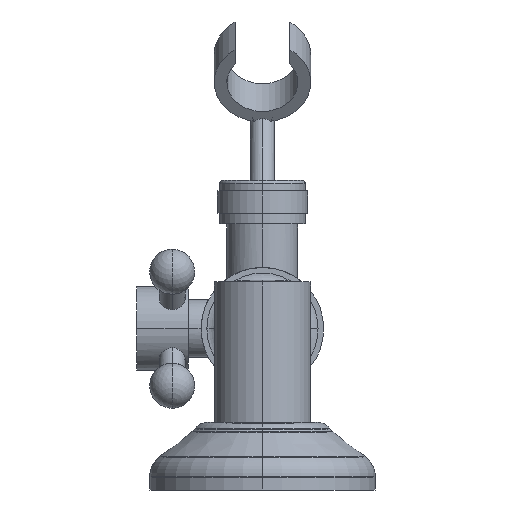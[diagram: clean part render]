
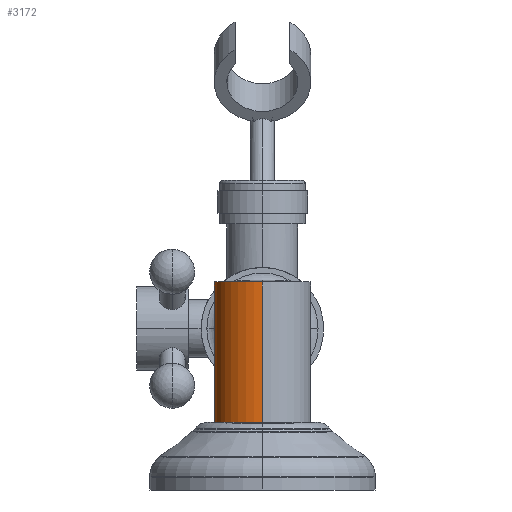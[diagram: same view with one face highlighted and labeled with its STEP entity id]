
A CAD part, front view. The second image highlights one B-rep face of the part: STEP entity #3172.
In plain terms, the highlighted cylindrical face has radius 15 mm (diameter 30 mm), a partial arc.
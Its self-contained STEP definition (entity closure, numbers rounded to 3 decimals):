
#107=CARTESIAN_POINT('',(0.,-287.5,9.1));
#108=CARTESIAN_POINT('',(-0.347,-287.5,9.1));
#109=CARTESIAN_POINT('',(-1.043,-287.524,9.06));
#110=CARTESIAN_POINT('',(-2.082,-287.633,8.88));
#111=CARTESIAN_POINT('',(-3.114,-287.814,8.574));
#112=CARTESIAN_POINT('',(-4.13,-288.067,8.135));
#113=CARTESIAN_POINT('',(-5.114,-288.386,7.557));
#114=CARTESIAN_POINT('',(-6.045,-288.76,6.837));
#115=CARTESIAN_POINT('',(-6.889,-289.166,5.986));
#116=CARTESIAN_POINT('',(-7.61,-289.567,5.036));
#117=CARTESIAN_POINT('',(-8.186,-289.926,4.028));
#118=CARTESIAN_POINT('',(-8.612,-290.216,3.005));
#119=CARTESIAN_POINT('',(-8.9,-290.424,1.99));
#120=CARTESIAN_POINT('',(-9.064,-290.548,
0.991));
#121=CARTESIAN_POINT('',(-9.118,-290.589,
-0.001));
#122=CARTESIAN_POINT('',(-9.064,-290.548,
-0.99));
#123=CARTESIAN_POINT('',(-8.9,-290.424,
-1.99));
#124=CARTESIAN_POINT('',(-8.612,-290.216,
-3.005));
#125=CARTESIAN_POINT('',(-8.186,-289.926,
-4.028));
#126=CARTESIAN_POINT('',(-7.611,-289.567,
-5.035));
#127=CARTESIAN_POINT('',(-6.888,-289.165,
-5.987));
#128=CARTESIAN_POINT('',(-6.043,-288.76,
-6.838));
#129=CARTESIAN_POINT('',(-5.113,-288.386,
-7.558));
#130=CARTESIAN_POINT('',(-4.128,-288.067,
-8.136));
#131=CARTESIAN_POINT('',(-3.113,-287.814,
-8.574));
#132=CARTESIAN_POINT('',(-2.081,-287.633,
-8.88));
#133=CARTESIAN_POINT('',(-1.042,-287.524,
-9.06));
#134=CARTESIAN_POINT('',(-0.347,-287.5,-9.1));
#135=CARTESIAN_POINT('',(0.,-287.5,-9.1));
#137=CARTESIAN_POINT('',(0.,-302.5,-29.));
#138=DIRECTION('',(0.,0.,-1.));
#139=DIRECTION('',(0.,-1.,0.));
#140=AXIS2_PLACEMENT_3D('',#137,#138,#139);
#172=DIRECTION('',(0.,0.,1.));
#173=VECTOR('',#172,19.9);
#174=CARTESIAN_POINT('',(0.,-287.5,-29.));
#175=LINE('',#174,#173);
#181=DIRECTION('',(0.,0.,1.));
#182=VECTOR('',#181,43.5);
#183=CARTESIAN_POINT('',(0.,-317.5,-29.));
#184=LINE('',#183,#182);
#185=DIRECTION('',(0.,0.,1.));
#186=VECTOR('',#185,5.4);
#187=CARTESIAN_POINT('',(0.,-287.5,9.1));
#188=LINE('',#187,#186);
#2637=CARTESIAN_POINT('',(0.,-302.5,14.5));
#2638=DIRECTION('',(0.,0.,-1.));
#2639=DIRECTION('',(0.,-1.,0.));
#2640=AXIS2_PLACEMENT_3D('',#2637,#2638,#2639);
#2788=CARTESIAN_POINT('',(0.,-317.5,-29.));
#2789=CARTESIAN_POINT('',(0.,-317.5,14.5));
#2790=VERTEX_POINT('',#2788);
#2791=VERTEX_POINT('',#2789);
#2808=CARTESIAN_POINT('',(0.,-287.5,-29.));
#2809=VERTEX_POINT('',#2808);
#2864=CARTESIAN_POINT('',(0.,-287.5,14.5));
#2865=VERTEX_POINT('',#2864);
#2866=VERTEX_POINT('',#107);
#2867=VERTEX_POINT('',#135);
#3154=CARTESIAN_POINT('',(0.,-302.5,18.256));
#3155=DIRECTION('',(0.,0.,-1.));
#3156=DIRECTION('',(0.,1.,0.));
#3157=AXIS2_PLACEMENT_3D('',#3154,#3155,#3156);
#3158=CYLINDRICAL_SURFACE('',#3157,15.);
#3159=ORIENTED_EDGE('',*,*,#3137,.F.);
#3161=ORIENTED_EDGE('',*,*,#3160,.T.);
#3163=ORIENTED_EDGE('',*,*,#3162,.F.);
#3165=ORIENTED_EDGE('',*,*,#3164,.F.);
#3167=ORIENTED_EDGE('',*,*,#3166,.T.);
#3169=ORIENTED_EDGE('',*,*,#3168,.T.);
#3170=EDGE_LOOP('',(#3159,#3161,#3163,#3165,#3167,#3169));
#3171=FACE_OUTER_BOUND('',#3170,.F.);
#3172=ADVANCED_FACE('',(#3171),#3158,.T.);
#136=B_SPLINE_CURVE_WITH_KNOTS('',3,(#107,#108,#109,#110,#111,#112,#113,#114,
#115,#116,#117,#118,#119,#120,#121,#122,#123,#124,#125,#126,#127,#128,#129,#130,
#131,#132,#133,#134,#135),.UNSPECIFIED.,.F.,.F.,(4,1,1,1,1,1,1,1,1,1,1,1,1,1,1,
1,1,1,1,1,1,1,1,1,1,1,4),(0.,0.038,0.077,
0.115,0.154,0.192,0.231,
0.269,0.308,0.346,0.385,
0.423,0.462,0.5,0.538,0.577,
0.615,0.654,0.692,0.731,
0.769,0.808,0.846,0.885,
0.923,0.962,1.),.UNSPECIFIED.);
#141=CIRCLE('',#140,15.);
#2641=CIRCLE('',#2640,15.);
#3137=EDGE_CURVE('',#2866,#2867,#136,.T.);
#3160=EDGE_CURVE('',#2866,#2865,#188,.T.);
#3162=EDGE_CURVE('',#2791,#2865,#2641,.T.);
#3164=EDGE_CURVE('',#2790,#2791,#184,.T.);
#3166=EDGE_CURVE('',#2790,#2809,#141,.T.);
#3168=EDGE_CURVE('',#2809,#2867,#175,.T.);
